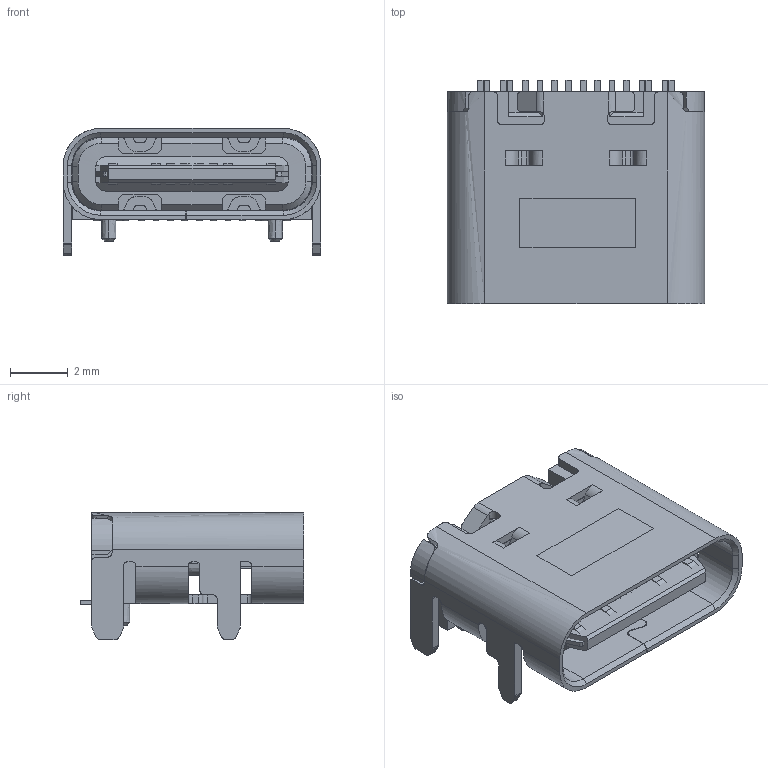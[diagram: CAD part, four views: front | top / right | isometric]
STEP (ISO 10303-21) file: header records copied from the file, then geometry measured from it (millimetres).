
FILE_DESCRIPTION(('Open CASCADE Model'),'2;1');
FILE_NAME('Open CASCADE Shape Model','2026-01-07T23:09:46',('Author'),( 'Open CASCADE'),'Open CASCADE STEP processor 7.9','Open CASCADE 7.9' ,'Unknown');
FILE_SCHEMA(('AUTOMOTIVE_DESIGN { 1 0 10303 214 1 1 1 1 }'));
Products named in the file (1): COMPOUND
Bounding box: 8.94 x 7.75 x 4.41 mm (x, y, z)
Surface area: 615.2 mm2 (no closed solid volume)
Topology: 0 solids, 19 shells, 1136 faces, 3237 edges, 2130 vertices
Faces by surface type: bspline 1136
Entity records: 48591 total; most frequent: CARTESIAN_POINT 21290, ORIENTED_EDGE 6426, EDGE_CURVE 3237, B_SPLINE_CURVE_WITH_KNOTS 3205, VERTEX_POINT 2130, FACE_BOUND 1177, EDGE_LOOP 1177, ADVANCED_FACE 1136
